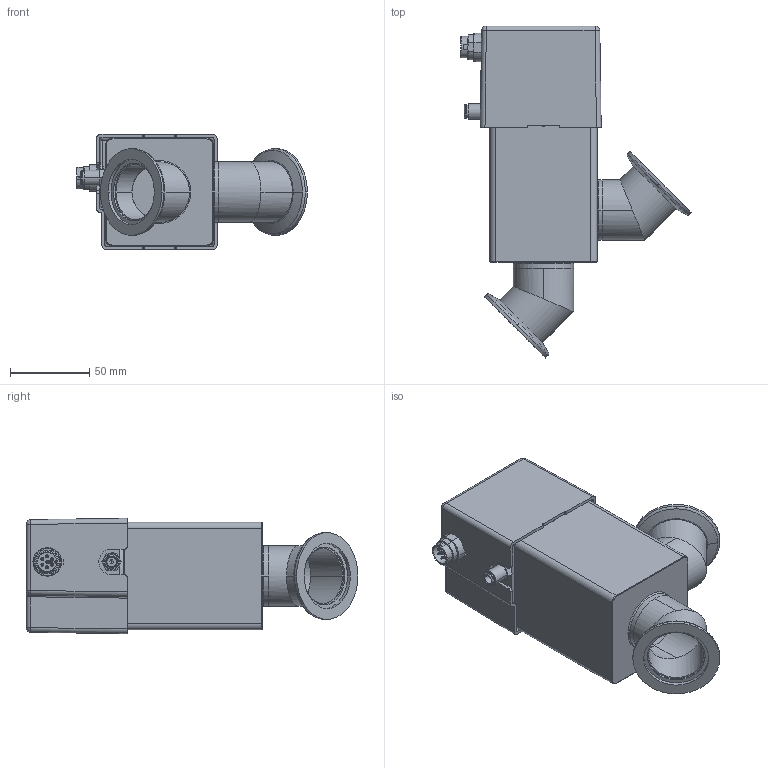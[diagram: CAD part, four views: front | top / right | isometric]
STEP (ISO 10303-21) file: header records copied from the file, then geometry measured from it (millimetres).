
FILE_DESCRIPTION (( 'STEP AP214' ), '1' );
FILE_NAME ('PAIV-S04132.STEP', '2025-10-31T18:25:47', ( '' ), ( '' ), 'SwSTEP 2.0', 'SolidWorks 2023', '' );
FILE_SCHEMA (( 'AUTOMOTIVE_DESIGN' ));
Length unit declared in the file: millimetre
Products named in the file (15): 29-00062_5225K506; 35-01478; 35-01528; 39-01023_SHELLED; PAIV-S04132; 2000204502_Taller; 2000204500; 36-00436_extended; 22-00050; 2000256906_SHELLED; 37-00108; NW-40B-150; 36-00436 D_extended; 35-01474_SHELLED; 2000203633_Taller
Assembly tree (16 placements, depth 4):
  PAIV-S04132
    2000204502_Taller
      2000203633_Taller
      2000204500  x2
      NW-40B-150  x2
    2000256906_SHELLED
      39-01023_SHELLED
        36-00436_extended
        35-01478
        35-01474_SHELLED
        36-00436 D_extended
      35-01528
      29-00062_5225K506
      22-00050
      37-00108
Bounding box: 145.82 x 209.72 x 72.93 mm (x, y, z)
Volume: 376989.1 mm3; surface area: 318759.8 mm2
Topology: 13 solids, 16 shells, 1478 faces, 3329 edges, 2044 vertices
Faces by surface type: torus 508, plane 399, cylinder 306, cone 184, bspline 71, sphere 10
Entity records: 62242 total; most frequent: CARTESIAN_POINT 30603, DIRECTION 6463, ORIENTED_EDGE 6432, EDGE_CURVE 3223, AXIS2_PLACEMENT_3D 2798, VERTEX_POINT 2004, EDGE_LOOP 1726, ADVANCED_FACE 1452
